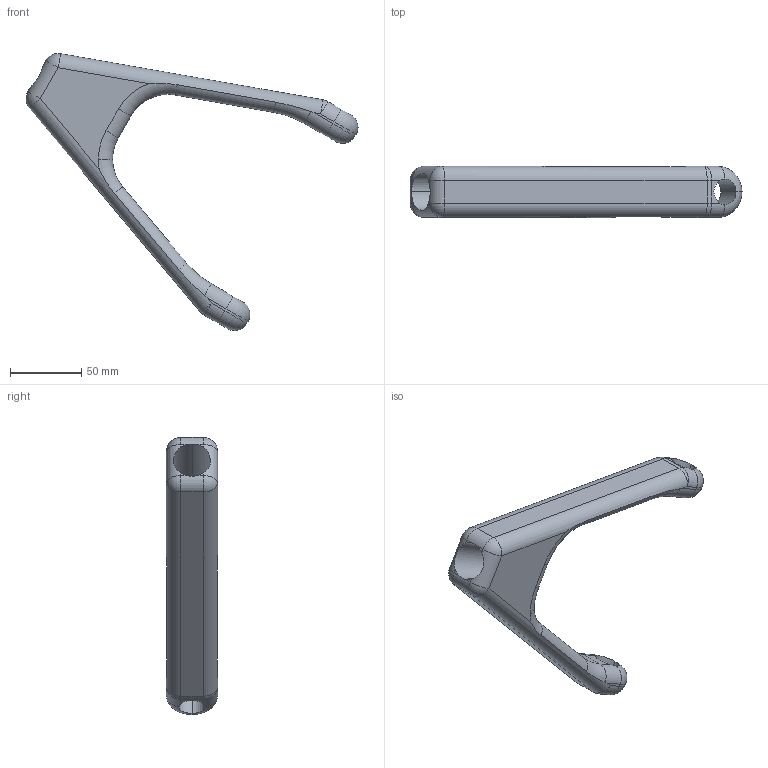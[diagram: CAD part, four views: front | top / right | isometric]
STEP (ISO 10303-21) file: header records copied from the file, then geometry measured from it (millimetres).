
FILE_DESCRIPTION (( 'STEP AP203' ), '1' );
FILE_NAME ('Canfield Lower Arm -002_Default_sldprt.STEP', '2025-02-07T15:32:44', ( '' ), ( '' ), 'SwSTEP 2.0', 'SolidWorks 2024', '' );
FILE_SCHEMA (( 'CONFIG_CONTROL_DESIGN' ));
Length unit declared in the file: millimetre
Products named in the file (1): Canfield Lower Arm -002_Default_sldprt
Bounding box: 232.97 x 36 x 194.44 mm (x, y, z)
Volume: 268115.7 mm3; surface area: 48175.1 mm2
Topology: 1 solids, 1 shells, 88 faces, 220 edges, 122 vertices
Faces by surface type: cylinder 41, plane 20, torus 17, sphere 8, cone 2
Entity records: 2794 total; most frequent: CARTESIAN_POINT 647, DIRECTION 469, ORIENTED_EDGE 424, EDGE_CURVE 212, AXIS2_PLACEMENT_3D 194, VERTEX_POINT 122, CIRCLE 105, EDGE_LOOP 90
